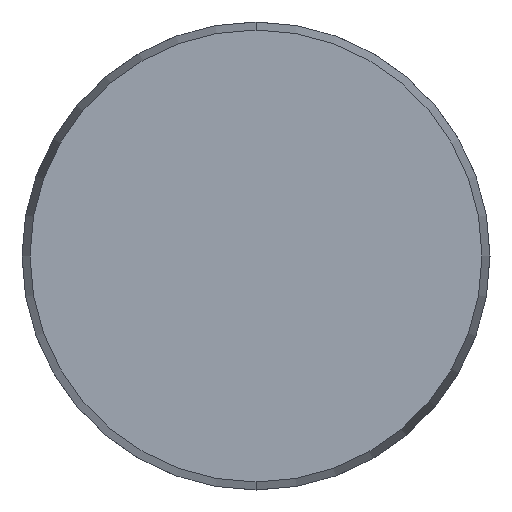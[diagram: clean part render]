
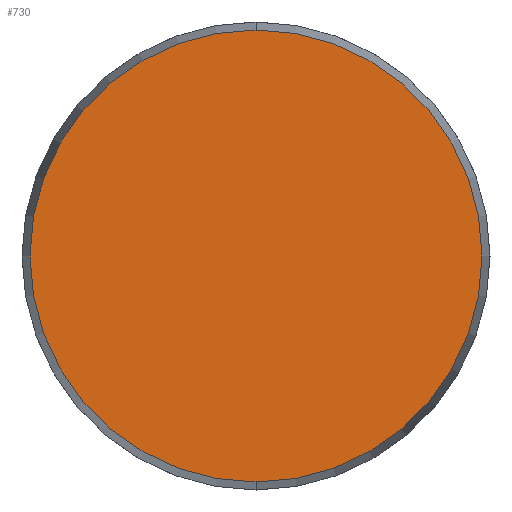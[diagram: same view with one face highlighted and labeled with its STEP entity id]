
A CAD part, front view. The second image highlights one B-rep face of the part: STEP entity #730.
In plain terms, the highlighted planar face has unit normal (0, -1, 0).
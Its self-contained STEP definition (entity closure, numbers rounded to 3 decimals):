
#11 = VERTEX_POINT ( 'NONE', #572 ) ;
#18 = FACE_OUTER_BOUND ( 'NONE', #327, .T. ) ;
#22 = DIRECTION ( 'NONE',  ( 0., 0., -1. ) ) ;
#44 = AXIS2_PLACEMENT_3D ( 'NONE', #760, #921, #93 ) ;
#93 = DIRECTION ( 'NONE',  ( 0., 0., -1. ) ) ;
#139 = CARTESIAN_POINT ( 'NONE',  ( 0., 0., 24.143 ) ) ;
#262 = ORIENTED_EDGE ( 'NONE', *, *, #733, .T. ) ;
#295 = CIRCLE ( 'NONE', #552, 24.143 ) ;
#324 = DIRECTION ( 'NONE',  ( 0., 1., 0. ) ) ;
#327 = EDGE_LOOP ( 'NONE', ( #531, #262 ) ) ;
#525 = CIRCLE ( 'NONE', #44, 24.143 ) ;
#531 = ORIENTED_EDGE ( 'NONE', *, *, #695, .T. ) ;
#545 = VERTEX_POINT ( 'NONE', #139 ) ;
#552 = AXIS2_PLACEMENT_3D ( 'NONE', #622, #905, #22 ) ;
#553 = PLANE ( 'NONE',  #722 ) ;
#572 = CARTESIAN_POINT ( 'NONE',  ( 0., 0., -24.143 ) ) ;
#622 = CARTESIAN_POINT ( 'NONE',  ( 0., 0., 0. ) ) ;
#695 = EDGE_CURVE ( 'NONE', #545, #11, #525, .T. ) ;
#702 = CARTESIAN_POINT ( 'NONE',  ( -24.143, 0., 0. ) ) ;
#722 = AXIS2_PLACEMENT_3D ( 'NONE', #702, #324, #846 ) ;
#730 = ADVANCED_FACE ( 'NONE', ( #18 ), #553, .F. ) ;
#733 = EDGE_CURVE ( 'NONE', #11, #545, #295, .T. ) ;
#760 = CARTESIAN_POINT ( 'NONE',  ( 0., 0., 0. ) ) ;
#846 = DIRECTION ( 'NONE',  ( 0., 0., 1. ) ) ;
#905 = DIRECTION ( 'NONE',  ( 0., -1., 0. ) ) ;
#921 = DIRECTION ( 'NONE',  ( 0., -1., 0. ) ) ;
